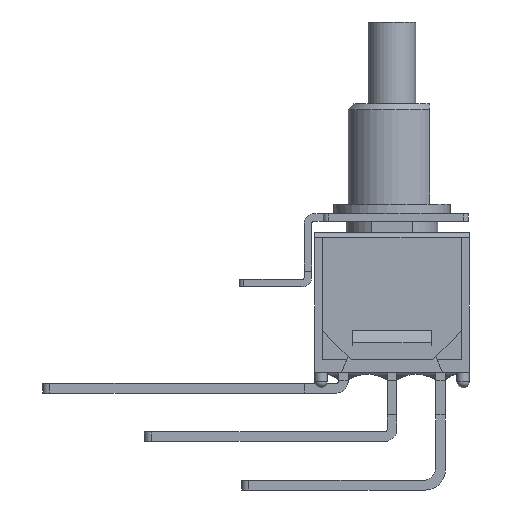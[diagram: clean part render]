
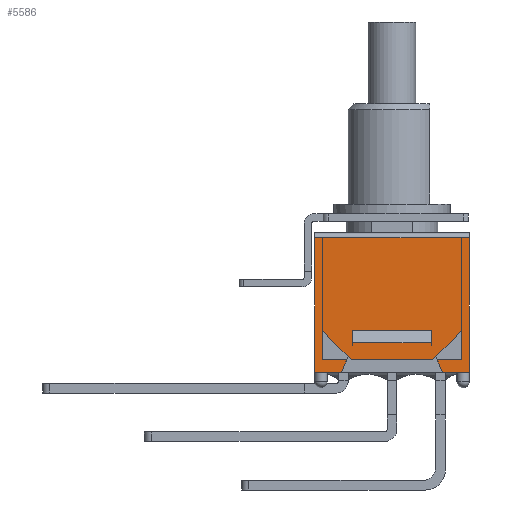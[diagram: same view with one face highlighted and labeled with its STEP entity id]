
A CAD part, front view. The second image highlights one B-rep face of the part: STEP entity #5586.
In plain terms, the highlighted planar face has unit normal (0, -1, 0).
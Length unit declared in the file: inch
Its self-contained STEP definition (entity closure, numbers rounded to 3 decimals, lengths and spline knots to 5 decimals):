
#3388=CARTESIAN_POINT('',(0.08071,-0.10039,0.05512));
#3389=VERTEX_POINT('',#3388);
#3398=CARTESIAN_POINT('',(0.0813,-0.10039,0.05512));
#3399=VERTEX_POINT('',#3398);
#3400=CARTESIAN_POINT('',(0.0813,-0.10039,0.05512));
#3401=DIRECTION('',(-1.0,0.0,0.0));
#3402=VECTOR('',#3401,0.00059);
#3403=LINE('',#3400,#3402);
#3404=EDGE_CURVE('',#3399,#3389,#3403,.T.);
#3428=CARTESIAN_POINT('',(-0.08071,-0.10039,0.05512));
#3429=VERTEX_POINT('',#3428);
#3446=CARTESIAN_POINT('',(-0.0813,-0.10039,0.05512));
#3447=VERTEX_POINT('',#3446);
#3454=CARTESIAN_POINT('',(-0.08071,-0.10039,0.05512));
#3455=DIRECTION('',(-1.0,0.0,0.0));
#3456=VECTOR('',#3455,0.00059);
#3457=LINE('',#3454,#3456);
#3458=EDGE_CURVE('',#3429,#3447,#3457,.T.);
#3520=CARTESIAN_POINT('',(-0.1437,-0.10039,0.27559));
#3521=VERTEX_POINT('',#3520);
#3538=CARTESIAN_POINT('',(-0.14311,-0.10039,0.27559));
#3539=VERTEX_POINT('',#3538);
#3546=CARTESIAN_POINT('',(-0.1437,-0.10039,0.27559));
#3547=DIRECTION('',(1.0,0.0,0.0));
#3548=VECTOR('',#3547,0.00059);
#3549=LINE('',#3546,#3548);
#3550=EDGE_CURVE('',#3521,#3539,#3549,.T.);
#3562=CARTESIAN_POINT('',(0.1437,-0.10039,0.27559));
#3563=VERTEX_POINT('',#3562);
#3570=CARTESIAN_POINT('',(0.14311,-0.10039,0.27559));
#3571=VERTEX_POINT('',#3570);
#3572=CARTESIAN_POINT('',(0.14311,-0.10039,0.27559));
#3573=DIRECTION('',(1.0,0.0,0.0));
#3574=VECTOR('',#3573,0.00059);
#3575=LINE('',#3572,#3574);
#3576=EDGE_CURVE('',#3571,#3563,#3575,.T.);
#3780=CARTESIAN_POINT('',(-0.15945,-0.10039,0.27756));
#3781=VERTEX_POINT('',#3780);
#3789=CARTESIAN_POINT('',(0.15945,-0.10039,0.27756));
#3790=VERTEX_POINT('',#3789);
#3791=CARTESIAN_POINT('',(-0.15945,-0.10039,0.27756));
#3792=DIRECTION('',(1.0,0.0,0.0));
#3793=VECTOR('',#3792,0.3189);
#3794=LINE('',#3791,#3793);
#3795=EDGE_CURVE('',#3781,#3790,#3794,.T.);
#3901=CARTESIAN_POINT('',(-0.14311,-0.10039,0.08543));
#3902=VERTEX_POINT('',#3901);
#3903=CARTESIAN_POINT('',(-0.08406,-0.10039,0.02638));
#3904=VERTEX_POINT('',#3903);
#3905=CARTESIAN_POINT('',(-0.14311,-0.10039,0.08543));
#3906=DIRECTION('',(0.707,0.0,-0.707));
#3907=VECTOR('',#3906,0.08352);
#3908=LINE('',#3905,#3907);
#3909=EDGE_CURVE('',#3902,#3904,#3908,.T.);
#3962=CARTESIAN_POINT('',(-0.14311,-0.10039,0.27559));
#3963=DIRECTION('',(0.0,0.0,-1.0));
#3964=VECTOR('',#3963,0.19016);
#3965=LINE('',#3962,#3964);
#3966=EDGE_CURVE('',#3539,#3902,#3965,.T.);
#4032=CARTESIAN_POINT('',(-0.0813,-0.10039,0.08661));
#4033=VERTEX_POINT('',#4032);
#4040=CARTESIAN_POINT('',(-0.0813,-0.10039,0.05512));
#4041=DIRECTION('',(0.0,0.0,1.0));
#4042=VECTOR('',#4041,0.0315);
#4043=LINE('',#4040,#4042);
#4044=EDGE_CURVE('',#3447,#4033,#4043,.T.);
#4162=CARTESIAN_POINT('',(0.0813,-0.10039,0.08661));
#4163=VERTEX_POINT('',#4162);
#4164=CARTESIAN_POINT('',(0.0813,-0.10039,0.08661));
#4165=DIRECTION('',(0.0,0.0,-1.0));
#4166=VECTOR('',#4165,0.0315);
#4167=LINE('',#4164,#4166);
#4168=EDGE_CURVE('',#4163,#3399,#4167,.T.);
#4193=CARTESIAN_POINT('',(-0.0813,-0.10039,0.08661));
#4194=DIRECTION('',(1.0,0.0,0.0));
#4195=VECTOR('',#4194,0.1626);
#4196=LINE('',#4193,#4195);
#4197=EDGE_CURVE('',#4033,#4163,#4196,.T.);
#4253=CARTESIAN_POINT('',(0.14311,-0.10039,0.08543));
#4254=VERTEX_POINT('',#4253);
#4255=CARTESIAN_POINT('',(0.14311,-0.10039,0.08543));
#4256=DIRECTION('',(0.0,0.0,1.0));
#4257=VECTOR('',#4256,0.19016);
#4258=LINE('',#4255,#4257);
#4259=EDGE_CURVE('',#4254,#3571,#4258,.T.);
#4314=CARTESIAN_POINT('',(0.08406,-0.10039,0.02638));
#4315=VERTEX_POINT('',#4314);
#4316=CARTESIAN_POINT('',(0.08406,-0.10039,0.02638));
#4317=DIRECTION('',(0.707,0.0,0.707));
#4318=VECTOR('',#4317,0.08352);
#4319=LINE('',#4316,#4318);
#4320=EDGE_CURVE('',#4315,#4254,#4319,.T.);
#4347=CARTESIAN_POINT('',(0.08406,-0.10039,0.02638));
#4348=DIRECTION('',(-1.0,0.0,0.0));
#4349=VECTOR('',#4348,0.16811);
#4350=LINE('',#4347,#4349);
#4351=EDGE_CURVE('',#4315,#3904,#4350,.T.);
#4686=CARTESIAN_POINT('',(-0.14665,-0.10039,0.0));
#4687=VERTEX_POINT('',#4686);
#4732=CARTESIAN_POINT('',(0.14665,-0.10039,0.0));
#4733=VERTEX_POINT('',#4732);
#4828=CARTESIAN_POINT('',(-0.15945,-0.10039,0.0));
#4829=VERTEX_POINT('',#4828);
#4830=CARTESIAN_POINT('',(-0.14665,-0.10039,0.0));
#4831=DIRECTION('',(-1.0,0.0,0.0));
#4832=VECTOR('',#4831,0.0128);
#4833=LINE('',#4830,#4832);
#4834=EDGE_CURVE('',#4687,#4829,#4833,.T.);
#4874=CARTESIAN_POINT('',(0.15945,-0.10039,0.0));
#4875=VERTEX_POINT('',#4874);
#4882=CARTESIAN_POINT('',(0.15945,-0.10039,0.0));
#4883=DIRECTION('',(-1.0,0.0,0.0));
#4884=VECTOR('',#4883,0.0128);
#4885=LINE('',#4882,#4884);
#4886=EDGE_CURVE('',#4875,#4733,#4885,.T.);
#4897=CARTESIAN_POINT('',(0.10433,-0.10039,0.));
#4898=VERTEX_POINT('',#4897);
#4899=CARTESIAN_POINT('',(0.14665,-0.10039,0.0));
#4900=DIRECTION('',(-1.0,0.0,0.0));
#4901=VECTOR('',#4900,0.04232);
#4902=LINE('',#4899,#4901);
#4903=EDGE_CURVE('',#4733,#4898,#4902,.T.);
#4921=CARTESIAN_POINT('',(-0.10433,-0.10039,0.));
#4922=VERTEX_POINT('',#4921);
#4929=CARTESIAN_POINT('',(-0.10433,-0.10039,0.0));
#4930=DIRECTION('',(-1.0,0.0,0.0));
#4931=VECTOR('',#4930,0.04232);
#4932=LINE('',#4929,#4931);
#4933=EDGE_CURVE('',#4922,#4687,#4932,.T.);
#5002=CARTESIAN_POINT('',(-0.08071,-0.10039,0.06129));
#5003=VERTEX_POINT('',#5002);
#5010=CARTESIAN_POINT('',(0.08071,-0.10039,0.06129));
#5011=VERTEX_POINT('',#5010);
#5012=CARTESIAN_POINT('',(-0.08071,-0.10039,0.06129));
#5013=DIRECTION('',(1.0,0.0,0.0));
#5014=VECTOR('',#5013,0.16142);
#5015=LINE('',#5012,#5014);
#5016=EDGE_CURVE('',#5003,#5011,#5015,.T.);
#5034=CARTESIAN_POINT('',(0.08071,-0.10039,0.05512));
#5035=DIRECTION('',(0.0,0.0,1.0));
#5036=VECTOR('',#5035,0.00617);
#5037=LINE('',#5034,#5036);
#5038=EDGE_CURVE('',#3389,#5011,#5037,.T.);
#5354=CARTESIAN_POINT('',(0.09336,-0.10039,0.02559));
#5355=VERTEX_POINT('',#5354);
#5356=CARTESIAN_POINT('',(0.09336,-0.10039,0.02559));
#5357=DIRECTION('',(0.394,0.0,-0.919));
#5358=VECTOR('',#5357,0.02784);
#5359=LINE('',#5356,#5358);
#5360=EDGE_CURVE('',#5355,#4898,#5359,.T.);
#5378=CARTESIAN_POINT('',(-0.09336,-0.10039,0.02559));
#5379=VERTEX_POINT('',#5378);
#5386=CARTESIAN_POINT('',(-0.10433,-0.10039,0.));
#5387=DIRECTION('',(0.394,0.0,0.919));
#5388=VECTOR('',#5387,0.02784);
#5389=LINE('',#5386,#5388);
#5390=EDGE_CURVE('',#4922,#5379,#5389,.T.);
#5435=CARTESIAN_POINT('',(-0.1437,-0.10039,0.02559));
#5436=VERTEX_POINT('',#5435);
#5443=CARTESIAN_POINT('',(-0.09336,-0.10039,0.02559));
#5444=DIRECTION('',(-1.0,0.0,0.0));
#5445=VECTOR('',#5444,0.05034);
#5446=LINE('',#5443,#5445);
#5447=EDGE_CURVE('',#5379,#5436,#5446,.T.);
#5458=CARTESIAN_POINT('',(0.1437,-0.10039,0.02559));
#5459=VERTEX_POINT('',#5458);
#5460=CARTESIAN_POINT('',(0.1437,-0.10039,0.02559));
#5461=DIRECTION('',(-1.0,0.0,0.0));
#5462=VECTOR('',#5461,0.05034);
#5463=LINE('',#5460,#5462);
#5464=EDGE_CURVE('',#5459,#5355,#5463,.T.);
#5484=CARTESIAN_POINT('',(-0.08071,-0.10039,0.06129));
#5485=DIRECTION('',(0.0,0.0,-1.0));
#5486=VECTOR('',#5485,0.00617);
#5487=LINE('',#5484,#5486);
#5488=EDGE_CURVE('',#5003,#3429,#5487,.T.);
#5512=CARTESIAN_POINT('',(0.1437,-0.10039,0.27559));
#5513=DIRECTION('',(0.0,0.0,-1.0));
#5514=VECTOR('',#5513,0.25);
#5515=LINE('',#5512,#5514);
#5516=EDGE_CURVE('',#3563,#5459,#5515,.T.);
#5529=CARTESIAN_POINT('',(-0.1437,-0.10039,0.02559));
#5530=DIRECTION('',(0.0,0.0,1.0));
#5531=VECTOR('',#5530,0.25);
#5532=LINE('',#5529,#5531);
#5533=EDGE_CURVE('',#5436,#3521,#5532,.T.);
#5539=CARTESIAN_POINT('',(-0.17539,-0.10039,0.29144));
#5540=DIRECTION('',(0.0,-1.0,0.0));
#5541=DIRECTION('',(0.0,0.0,-1.0));
#5542=AXIS2_PLACEMENT_3D('',#5539,#5540,#5541);
#5543=PLANE('',#5542);
#5544=ORIENTED_EDGE('',*,*,#5390,.T.);
#5545=ORIENTED_EDGE('',*,*,#5447,.T.);
#5546=ORIENTED_EDGE('',*,*,#5533,.T.);
#5547=ORIENTED_EDGE('',*,*,#3550,.T.);
#5548=ORIENTED_EDGE('',*,*,#3966,.T.);
#5549=ORIENTED_EDGE('',*,*,#3909,.T.);
#5550=ORIENTED_EDGE('',*,*,#4351,.F.);
#5551=ORIENTED_EDGE('',*,*,#4320,.T.);
#5552=ORIENTED_EDGE('',*,*,#4259,.T.);
#5553=ORIENTED_EDGE('',*,*,#3576,.T.);
#5554=ORIENTED_EDGE('',*,*,#5516,.T.);
#5555=ORIENTED_EDGE('',*,*,#5464,.T.);
#5556=ORIENTED_EDGE('',*,*,#5360,.T.);
#5557=ORIENTED_EDGE('',*,*,#4903,.F.);
#5558=ORIENTED_EDGE('',*,*,#4886,.F.);
#5559=CARTESIAN_POINT('',(0.15945,-0.10039,0.0));
#5560=DIRECTION('',(0.0,0.0,1.0));
#5561=VECTOR('',#5560,0.27756);
#5562=LINE('',#5559,#5561);
#5563=EDGE_CURVE('',#4875,#3790,#5562,.T.);
#5564=ORIENTED_EDGE('',*,*,#5563,.T.);
#5565=ORIENTED_EDGE('',*,*,#3795,.F.);
#5566=CARTESIAN_POINT('',(-0.15945,-0.10039,0.0));
#5567=DIRECTION('',(0.0,0.0,1.0));
#5568=VECTOR('',#5567,0.27756);
#5569=LINE('',#5566,#5568);
#5570=EDGE_CURVE('',#4829,#3781,#5569,.T.);
#5571=ORIENTED_EDGE('',*,*,#5570,.F.);
#5572=ORIENTED_EDGE('',*,*,#4834,.F.);
#5573=ORIENTED_EDGE('',*,*,#4933,.F.);
#5574=EDGE_LOOP('',(#5544,#5545,#5546,#5547,#5548,#5549,#5550,#5551,#5552,#5553,#5554,#5555,#5556,#5557,#5558,#5564,#5565,#5571,#5572,#5573));
#5575=FACE_OUTER_BOUND('',#5574,.T.);
#5576=ORIENTED_EDGE('',*,*,#5016,.F.);
#5577=ORIENTED_EDGE('',*,*,#5488,.T.);
#5578=ORIENTED_EDGE('',*,*,#3458,.T.);
#5579=ORIENTED_EDGE('',*,*,#4044,.T.);
#5580=ORIENTED_EDGE('',*,*,#4197,.T.);
#5581=ORIENTED_EDGE('',*,*,#4168,.T.);
#5582=ORIENTED_EDGE('',*,*,#3404,.T.);
#5583=ORIENTED_EDGE('',*,*,#5038,.T.);
#5584=EDGE_LOOP('',(#5576,#5577,#5578,#5579,#5580,#5581,#5582,#5583));
#5585=FACE_BOUND('',#5584,.T.);
#5586=ADVANCED_FACE('',(#5575,#5585),#5543,.T.);
